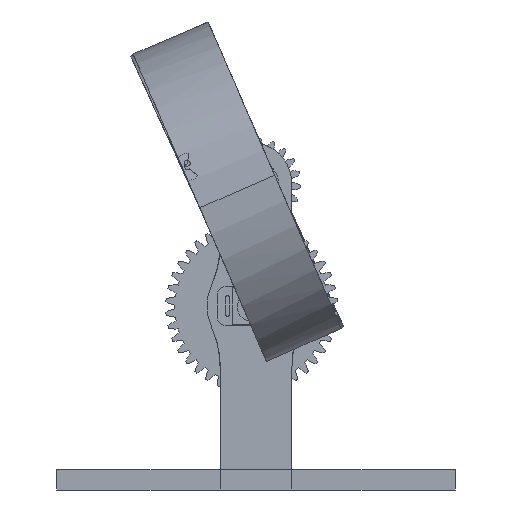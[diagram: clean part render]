
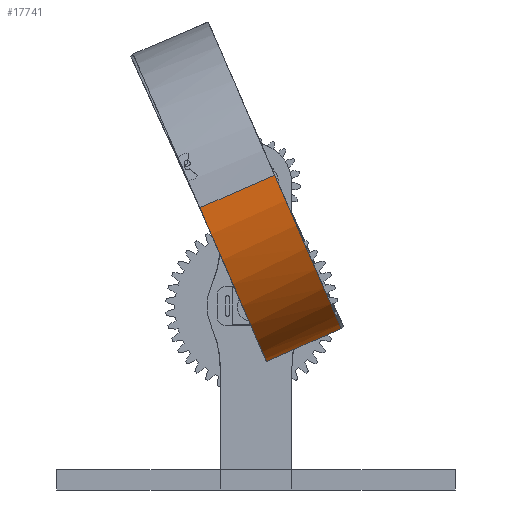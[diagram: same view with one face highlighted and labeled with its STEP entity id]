
A CAD part, left-side view. The second image highlights one B-rep face of the part: STEP entity #17741.
In plain terms, the highlighted cylindrical face has radius 82 mm (diameter 164 mm), a partial arc.
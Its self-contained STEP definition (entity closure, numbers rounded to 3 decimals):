
#40 = DIRECTION ( 'NONE',  ( -1., 0., 0. ) ) ;
#130 = CARTESIAN_POINT ( 'NONE',  ( -82., 0., 40. ) ) ;
#158 = CARTESIAN_POINT ( 'NONE',  ( 79.305, -20.876, 5.56 ) ) ;
#459 = CARTESIAN_POINT ( 'NONE',  ( 77.409, -27.053, 36.461 ) ) ;
#565 = CARTESIAN_POINT ( 'NONE',  ( 77.499, -26.793, 38.237 ) ) ;
#714 = EDGE_LOOP ( 'NONE', ( #19261, #1452, #6929, #16105 ) ) ;
#721 = CARTESIAN_POINT ( 'NONE',  ( 77.613, -26.461, 40. ) ) ;
#1226 = CYLINDRICAL_SURFACE ( 'NONE', #10457, 82. ) ;
#1452 = ORIENTED_EDGE ( 'NONE', *, *, #13073, .T. ) ;
#1954 = CARTESIAN_POINT ( 'NONE',  ( 77.553, -26.639, 39.123 ) ) ;
#2190 = CARTESIAN_POINT ( 'NONE',  ( 80.328, -16.473, 0. ) ) ;
#3423 = CARTESIAN_POINT ( 'NONE',  ( 77.613, -26.461, 40. ) ) ;
#4187 = DIRECTION ( 'NONE',  ( 1., 0., 0. ) ) ;
#4417 = CARTESIAN_POINT ( 'NONE',  ( 80.074, -17.678, 1.289 ) ) ;
#4916 = CARTESIAN_POINT ( 'NONE',  ( 77.574, -26.579, 20.425 ) ) ;
#5111 = CARTESIAN_POINT ( 'NONE',  ( 77.372, -27.159, 35.572 ) ) ;
#5166 = VERTEX_POINT ( 'NONE', #11525 ) ;
#5486 = CARTESIAN_POINT ( 'NONE',  ( 0., 0., 40. ) ) ;
#5523 = EDGE_CURVE ( 'NONE', #8294, #15300, #16549, .T. ) ;
#6201 = CARTESIAN_POINT ( 'NONE',  ( 79.06, -21.777, 7.082 ) ) ;
#6494 = CARTESIAN_POINT ( 'NONE',  ( 77.26, -27.474, 31.116 ) ) ;
#6929 = ORIENTED_EDGE ( 'NONE', *, *, #11451, .T. ) ;
#6944 = VERTEX_POINT ( 'NONE', #2190 ) ;
#7226 = LINE ( 'NONE', #10386, #12214 ) ;
#7682 = CARTESIAN_POINT ( 'NONE',  ( 80.202, -17.089, 0.631 ) ) ;
#8294 = VERTEX_POINT ( 'NONE', #130 ) ;
#8537 = CARTESIAN_POINT ( 'NONE',  ( 0., 0., 0. ) ) ;
#8694 = B_SPLINE_CURVE_WITH_KNOTS ( 'NONE', 3,
 ( #13304, #7682, #4417, #14975, #13694, #158, #6201, #19323, #18242, #9462, #9551, #4916, #12525, #12327, #16854, #10948, #16957, #6494, #18342, #5111, #459, #565, #1954, #3423 ),
 .UNSPECIFIED., .F., .F.,
 ( 4, 2, 2, 2, 2, 2, 2, 2, 2, 2, 2, 4 ),
 ( 0.122, 0.124, 0.127, 0.132, 0.138, 0.143, 0.148, 0.151, 0.154, 0.159, 0.162, 0.164 ),
 .UNSPECIFIED. ) ;
#9462 = CARTESIAN_POINT ( 'NONE',  ( 78.009, -25.278, 15.246 ) ) ;
#9551 = CARTESIAN_POINT ( 'NONE',  ( 77.845, -25.776, 16.957 ) ) ;
#10219 = FACE_OUTER_BOUND ( 'NONE', #714, .T. ) ;
#10320 = AXIS2_PLACEMENT_3D ( 'NONE', #8537, #15834, #17315 ) ;
#10386 = CARTESIAN_POINT ( 'NONE',  ( -82., 0., 40. ) ) ;
#10457 = AXIS2_PLACEMENT_3D ( 'NONE', #18109, #16227, #40 ) ;
#10948 = CARTESIAN_POINT ( 'NONE',  ( 77.285, -27.404, 27.538 ) ) ;
#11451 = EDGE_CURVE ( 'NONE', #5166, #6944, #11879, .T. ) ;
#11525 = CARTESIAN_POINT ( 'NONE',  ( -82., 0., 0. ) ) ;
#11601 = DIRECTION ( 'NONE',  ( 0., 0., 1. ) ) ;
#11879 = CIRCLE ( 'NONE', #10320, 82. ) ;
#12214 = VECTOR ( 'NONE', #16488, 1000. ) ;
#12327 = CARTESIAN_POINT ( 'NONE',  ( 77.356, -27.203, 24.848 ) ) ;
#12489 = AXIS2_PLACEMENT_3D ( 'NONE', #5486, #11601, #4187 ) ;
#12525 = CARTESIAN_POINT ( 'NONE',  ( 77.468, -26.884, 22.181 ) ) ;
#13073 = EDGE_CURVE ( 'NONE', #8294, #5166, #7226, .T. ) ;
#13304 = CARTESIAN_POINT ( 'NONE',  ( 80.328, -16.473, 0. ) ) ;
#13694 = CARTESIAN_POINT ( 'NONE',  ( 79.687, -19.346, 3.372 ) ) ;
#14975 = CARTESIAN_POINT ( 'NONE',  ( 79.817, -18.806, 2.658 ) ) ;
#15300 = VERTEX_POINT ( 'NONE', #721 ) ;
#15834 = DIRECTION ( 'NONE',  ( 0., 0., 1. ) ) ;
#16105 = ORIENTED_EDGE ( 'NONE', *, *, #18302, .T. ) ;
#16227 = DIRECTION ( 'NONE',  ( 0., 0., -1. ) ) ;
#16488 = DIRECTION ( 'NONE',  ( 0., 0., -1. ) ) ;
#16549 = CIRCLE ( 'NONE', #12489, 82. ) ;
#16854 = CARTESIAN_POINT ( 'NONE',  ( 77.327, -27.286, 25.745 ) ) ;
#16957 = CARTESIAN_POINT ( 'NONE',  ( 77.273, -27.439, 28.433 ) ) ;
#17315 = DIRECTION ( 'NONE',  ( 1., 0., 0. ) ) ;
#17741 = ADVANCED_FACE ( 'NONE', ( #10219 ), #1226, .T. ) ;
#18109 = CARTESIAN_POINT ( 'NONE',  ( 0., 0., 40. ) ) ;
#18242 = CARTESIAN_POINT ( 'NONE',  ( 78.389, -24.073, 11.871 ) ) ;
#18302 = EDGE_CURVE ( 'NONE', #6944, #15300, #8694, .T. ) ;
#18342 = CARTESIAN_POINT ( 'NONE',  ( 77.285, -27.405, 32.901 ) ) ;
#19261 = ORIENTED_EDGE ( 'NONE', *, *, #5523, .F. ) ;
#19323 = CARTESIAN_POINT ( 'NONE',  ( 78.602, -23.376, 10.238 ) ) ;
